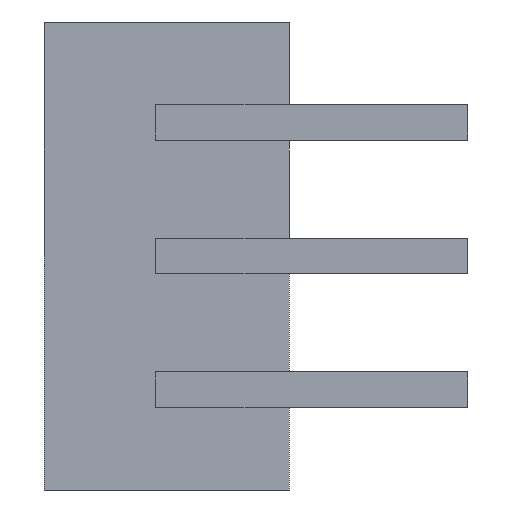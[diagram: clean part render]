
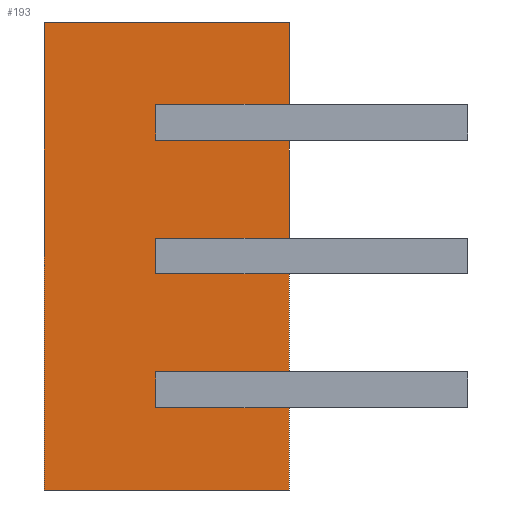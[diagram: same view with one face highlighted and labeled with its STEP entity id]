
A CAD part, left-side view. The second image highlights one B-rep face of the part: STEP entity #193.
In plain terms, the highlighted planar face has unit normal (-1, 0, 0).
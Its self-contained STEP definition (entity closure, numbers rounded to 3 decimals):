
#193=ADVANCED_FACE('',(#451,#453,#455,#457),#459,.T.);
#451=FACE_BOUND('',#452,.T.);
#452=EDGE_LOOP('',(#650,#651,#652,#653));
#453=FACE_BOUND('',#454,.T.);
#454=EDGE_LOOP('',(#654,#655,#656,#657));
#455=FACE_BOUND('',#456,.T.);
#456=EDGE_LOOP('',(#658,#659,#660,#661));
#457=FACE_BOUND('',#458,.T.);
#458=EDGE_LOOP('',(#662,#663,#664,#665));
#459=PLANE('',#460);
#460=AXIS2_PLACEMENT_3D('',#461,#462,#463);
#461=CARTESIAN_POINT('',(-5.,0.,0.));
#462=DIRECTION('',(-1.,0.,0.));
#463=DIRECTION('',(0.,0.,-1.));
#650=ORIENTED_EDGE('',*,*,#785,.T.);
#651=ORIENTED_EDGE('',*,*,#786,.T.);
#652=ORIENTED_EDGE('',*,*,#787,.T.);
#653=ORIENTED_EDGE('',*,*,#788,.T.);
#654=ORIENTED_EDGE('',*,*,#764,.F.);
#655=ORIENTED_EDGE('',*,*,#789,.F.);
#656=ORIENTED_EDGE('',*,*,#758,.F.);
#657=ORIENTED_EDGE('',*,*,#777,.F.);
#658=ORIENTED_EDGE('',*,*,#752,.F.);
#659=ORIENTED_EDGE('',*,*,#790,.F.);
#660=ORIENTED_EDGE('',*,*,#746,.F.);
#661=ORIENTED_EDGE('',*,*,#779,.F.);
#662=ORIENTED_EDGE('',*,*,#740,.F.);
#663=ORIENTED_EDGE('',*,*,#791,.F.);
#664=ORIENTED_EDGE('',*,*,#734,.F.);
#665=ORIENTED_EDGE('',*,*,#781,.F.);
#734=EDGE_CURVE('',#812,#813,#814,.T.);
#740=EDGE_CURVE('',#824,#825,#826,.T.);
#746=EDGE_CURVE('',#836,#837,#838,.T.);
#752=EDGE_CURVE('',#848,#849,#850,.T.);
#758=EDGE_CURVE('',#860,#861,#862,.T.);
#764=EDGE_CURVE('',#872,#873,#874,.T.);
#777=EDGE_CURVE('',#873,#860,#891,.T.);
#779=EDGE_CURVE('',#849,#836,#893,.T.);
#781=EDGE_CURVE('',#825,#812,#895,.T.);
#785=EDGE_CURVE('',#899,#900,#901,.T.);
#786=EDGE_CURVE('',#900,#902,#903,.T.);
#787=EDGE_CURVE('',#902,#904,#905,.T.);
#788=EDGE_CURVE('',#904,#899,#906,.T.);
#789=EDGE_CURVE('',#861,#872,#907,.T.);
#790=EDGE_CURVE('',#837,#848,#908,.T.);
#791=EDGE_CURVE('',#813,#824,#909,.T.);
#812=VERTEX_POINT('',#942);
#813=VERTEX_POINT('',#943);
#814=LINE('',#944,#945);
#824=VERTEX_POINT('',#966);
#825=VERTEX_POINT('',#967);
#826=LINE('',#968,#969);
#836=VERTEX_POINT('',#990);
#837=VERTEX_POINT('',#991);
#838=LINE('',#992,#993);
#848=VERTEX_POINT('',#1014);
#849=VERTEX_POINT('',#1015);
#850=LINE('',#1016,#1017);
#860=VERTEX_POINT('',#1038);
#861=VERTEX_POINT('',#1039);
#862=LINE('',#1040,#1041);
#872=VERTEX_POINT('',#1062);
#873=VERTEX_POINT('',#1063);
#874=LINE('',#1064,#1065);
#891=LINE('',#1107,#1108);
#893=LINE('',#1113,#1114);
#895=LINE('',#1119,#1120);
#899=VERTEX_POINT('',#1131);
#900=VERTEX_POINT('',#1132);
#901=LINE('',#1133,#1134);
#902=VERTEX_POINT('',#1136);
#903=LINE('',#1137,#1138);
#904=VERTEX_POINT('',#1140);
#905=LINE('',#1141,#1142);
#906=LINE('',#1144,#1145);
#907=LINE('',#1147,#1148);
#908=LINE('',#1150,#1151);
#909=LINE('',#1153,#1154);
#942=CARTESIAN_POINT('',(-5.,-3.,-7.85));
#943=CARTESIAN_POINT('',(-5.,-2.5,-7.85));
#944=CARTESIAN_POINT('',(-5.,-3.,-7.85));
#945=VECTOR('',#946,1.);
#946=DIRECTION('',(0.,1.,0.));
#966=CARTESIAN_POINT('',(-5.,-2.5,-8.65));
#967=CARTESIAN_POINT('',(-5.,-3.,-8.65));
#968=CARTESIAN_POINT('',(-5.,-2.5,-8.65));
#969=VECTOR('',#970,1.);
#970=DIRECTION('',(0.,-1.,0.));
#990=CARTESIAN_POINT('',(-5.,-3.,-4.85));
#991=CARTESIAN_POINT('',(-5.,-2.5,-4.85));
#992=CARTESIAN_POINT('',(-5.,-3.,-4.85));
#993=VECTOR('',#994,1.);
#994=DIRECTION('',(0.,1.,0.));
#1014=CARTESIAN_POINT('',(-5.,-2.5,-5.65));
#1015=CARTESIAN_POINT('',(-5.,-3.,-5.65));
#1016=CARTESIAN_POINT('',(-5.,-2.5,-5.65));
#1017=VECTOR('',#1018,1.);
#1018=DIRECTION('',(0.,-1.,0.));
#1038=CARTESIAN_POINT('',(-5.,-3.,-1.85));
#1039=CARTESIAN_POINT('',(-5.,-2.5,-1.85));
#1040=CARTESIAN_POINT('',(-5.,-3.,-1.85));
#1041=VECTOR('',#1042,1.);
#1042=DIRECTION('',(0.,1.,0.));
#1062=CARTESIAN_POINT('',(-5.,-2.5,-2.65));
#1063=CARTESIAN_POINT('',(-5.,-3.,-2.65));
#1064=CARTESIAN_POINT('',(-5.,-2.5,-2.65));
#1065=VECTOR('',#1066,1.);
#1066=DIRECTION('',(0.,-1.,0.));
#1107=CARTESIAN_POINT('',(-5.,-3.,-2.65));
#1108=VECTOR('',#1109,1.);
#1109=DIRECTION('',(0.,0.,1.));
#1113=CARTESIAN_POINT('',(-5.,-3.,-5.65));
#1114=VECTOR('',#1115,1.);
#1115=DIRECTION('',(0.,0.,1.));
#1119=CARTESIAN_POINT('',(-5.,-3.,-8.65));
#1120=VECTOR('',#1121,1.);
#1121=DIRECTION('',(0.,0.,1.));
#1131=CARTESIAN_POINT('',(-5.,0.,-10.5));
#1132=CARTESIAN_POINT('',(-5.,-5.5,-10.5));
#1133=CARTESIAN_POINT('',(-5.,0.,-10.5));
#1134=VECTOR('',#1135,1.);
#1135=DIRECTION('',(0.,-1.,0.));
#1136=CARTESIAN_POINT('',(-5.,-5.5,0.));
#1137=CARTESIAN_POINT('',(-5.,-5.5,-10.5));
#1138=VECTOR('',#1139,1.);
#1139=DIRECTION('',(0.,0.,1.));
#1140=CARTESIAN_POINT('',(-5.,0.,0.));
#1141=CARTESIAN_POINT('',(-5.,-5.5,0.));
#1142=VECTOR('',#1143,1.);
#1143=DIRECTION('',(0.,1.,0.));
#1144=CARTESIAN_POINT('',(-5.,0.,0.));
#1145=VECTOR('',#1146,1.);
#1146=DIRECTION('',(0.,0.,-1.));
#1147=CARTESIAN_POINT('',(-5.,-2.5,-1.85));
#1148=VECTOR('',#1149,1.);
#1149=DIRECTION('',(0.,0.,-1.));
#1150=CARTESIAN_POINT('',(-5.,-2.5,-4.85));
#1151=VECTOR('',#1152,1.);
#1152=DIRECTION('',(0.,0.,-1.));
#1153=CARTESIAN_POINT('',(-5.,-2.5,-7.85));
#1154=VECTOR('',#1155,1.);
#1155=DIRECTION('',(0.,0.,-1.));
